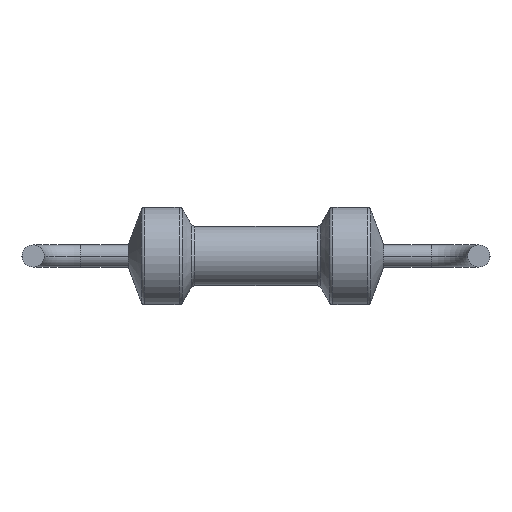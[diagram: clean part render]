
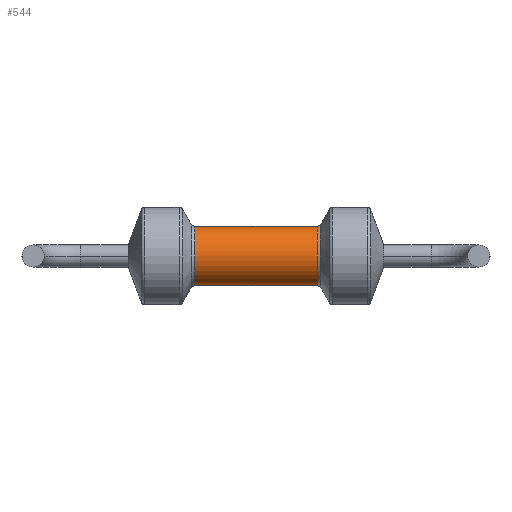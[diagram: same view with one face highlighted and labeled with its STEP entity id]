
A CAD part, front view. The second image highlights one B-rep face of the part: STEP entity #544.
In plain terms, the highlighted cylindrical face has radius 0.738 mm (diameter 1.475 mm), a partial arc.
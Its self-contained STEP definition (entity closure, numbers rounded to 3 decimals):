
#6 = CARTESIAN_POINT ( 'NONE',  ( -1.517, 1.2, 0.738 ) ) ;
#31 = AXIS2_PLACEMENT_3D ( 'NONE', #283, #291, #345 ) ;
#50 = CARTESIAN_POINT ( 'NONE',  ( -1.517, 1.2, -0.738 ) ) ;
#76 = VERTEX_POINT ( 'NONE', #1111 ) ;
#211 = ORIENTED_EDGE ( 'NONE', *, *, #468, .T. ) ;
#215 = ORIENTED_EDGE ( 'NONE', *, *, #311, .T. ) ;
#268 = CARTESIAN_POINT ( 'NONE',  ( -3.15, 1.2, -0.738 ) ) ;
#281 = DIRECTION ( 'NONE',  ( 0., 0., 1. ) ) ;
#283 = CARTESIAN_POINT ( 'NONE',  ( -1.517, 1.2, 0. ) ) ;
#291 = DIRECTION ( 'NONE',  ( 1., 0., 0. ) ) ;
#311 = EDGE_CURVE ( 'NONE', #935, #1049, #387, .T. ) ;
#321 = DIRECTION ( 'NONE',  ( -1., 0., 0. ) ) ;
#330 = DIRECTION ( 'NONE',  ( 0., 0., 1. ) ) ;
#345 = DIRECTION ( 'NONE',  ( 0., 0., 1. ) ) ;
#379 = CARTESIAN_POINT ( 'NONE',  ( 1.517, 1.2, 0. ) ) ;
#387 = CIRCLE ( 'NONE', #31, 0.738 ) ;
#430 = CIRCLE ( 'NONE', #726, 0.738 ) ;
#432 = ORIENTED_EDGE ( 'NONE', *, *, #1112, .F. ) ;
#450 = FACE_OUTER_BOUND ( 'NONE', #828, .T. ) ;
#453 = CYLINDRICAL_SURFACE ( 'NONE', #486, 0.738 ) ;
#454 = ORIENTED_EDGE ( 'NONE', *, *, #1125, .T. ) ;
#468 = EDGE_CURVE ( 'NONE', #904, #76, #430, .T. ) ;
#471 = DIRECTION ( 'NONE',  ( -1., 0., 0. ) ) ;
#486 = AXIS2_PLACEMENT_3D ( 'NONE', #1129, #493, #281 ) ;
#493 = DIRECTION ( 'NONE',  ( -1., 0., 0. ) ) ;
#544 = ADVANCED_FACE ( 'NONE', ( #450 ), #453, .T. ) ;
#576 = DIRECTION ( 'NONE',  ( -1., 0., 0. ) ) ;
#578 = CARTESIAN_POINT ( 'NONE',  ( 1.517, 1.2, -0.738 ) ) ;
#647 = LINE ( 'NONE', #268, #663 ) ;
#653 = VECTOR ( 'NONE', #576, 1000. ) ;
#663 = VECTOR ( 'NONE', #321, 1000. ) ;
#672 = LINE ( 'NONE', #939, #653 ) ;
#726 = AXIS2_PLACEMENT_3D ( 'NONE', #379, #471, #330 ) ;
#828 = EDGE_LOOP ( 'NONE', ( #432, #211, #454, #215 ) ) ;
#904 = VERTEX_POINT ( 'NONE', #578 ) ;
#935 = VERTEX_POINT ( 'NONE', #6 ) ;
#939 = CARTESIAN_POINT ( 'NONE',  ( -3.15, 1.2, 0.738 ) ) ;
#1049 = VERTEX_POINT ( 'NONE', #50 ) ;
#1111 = CARTESIAN_POINT ( 'NONE',  ( 1.517, 1.2, 0.738 ) ) ;
#1112 = EDGE_CURVE ( 'NONE', #904, #1049, #647, .T. ) ;
#1125 = EDGE_CURVE ( 'NONE', #76, #935, #672, .T. ) ;
#1129 = CARTESIAN_POINT ( 'NONE',  ( -3.15, 1.2, 0. ) ) ;
